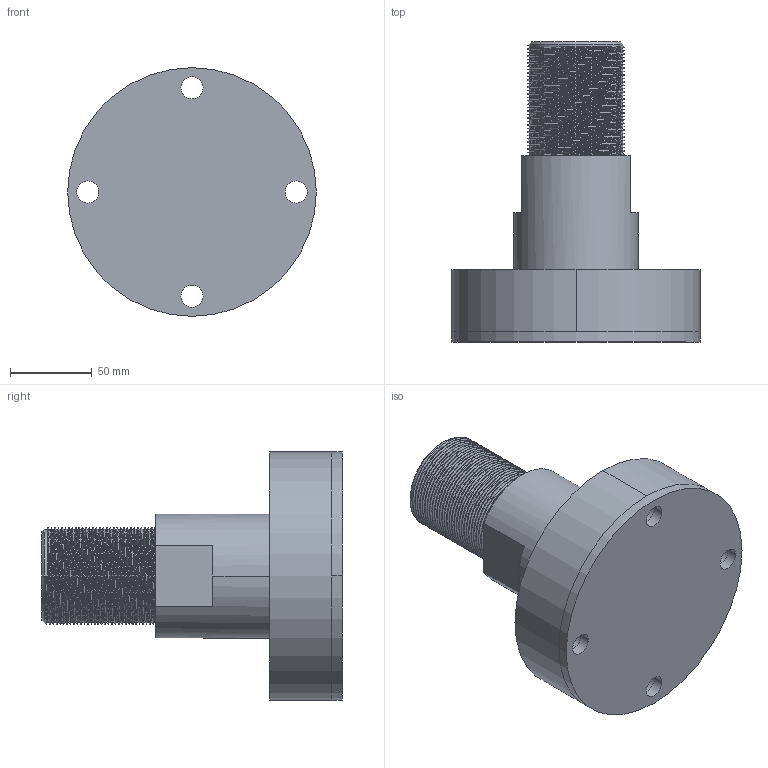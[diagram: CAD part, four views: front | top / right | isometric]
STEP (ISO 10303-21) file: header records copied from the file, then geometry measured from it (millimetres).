
FILE_DESCRIPTION (( 'STEP AP203' ), '1' );
FILE_NAME ('PAF-50-60.STEP', '2021-02-12T19:26:18', ( '' ), ( '' ), 'SwSTEP 2.0', 'SolidWorks 2018', '' );
FILE_SCHEMA (( 'CONFIG_CONTROL_DESIGN' ));
Length unit declared in the file: millimetre
Products named in the file (1): PAF-50-60
Bounding box: 152.4 x 184.15 x 152.4 mm (x, y, z)
Surface area: 135807.4 mm2 (no closed solid volume)
Topology: 0 solids, 3 shells, 117 faces, 321 edges, 213 vertices
Faces by surface type: cylinder 98, plane 14, bspline 3, cone 2
Entity records: 13168 total; most frequent: CARTESIAN_POINT 10369, ORIENTED_EDGE 632, DIRECTION 487, EDGE_CURVE 321, VERTEX_POINT 213, AXIS2_PLACEMENT_3D 189, EDGE_LOOP 140, ADVANCED_FACE 117
